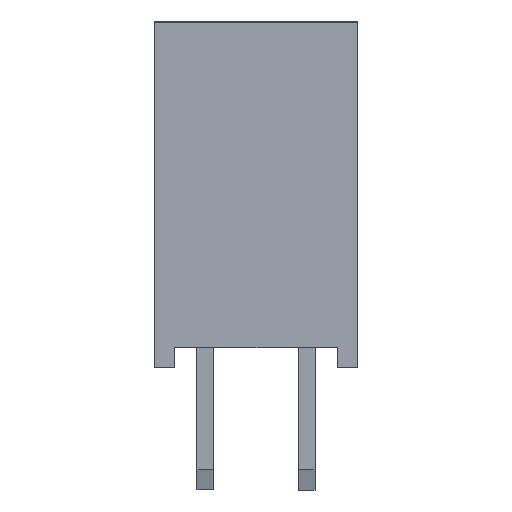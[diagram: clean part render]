
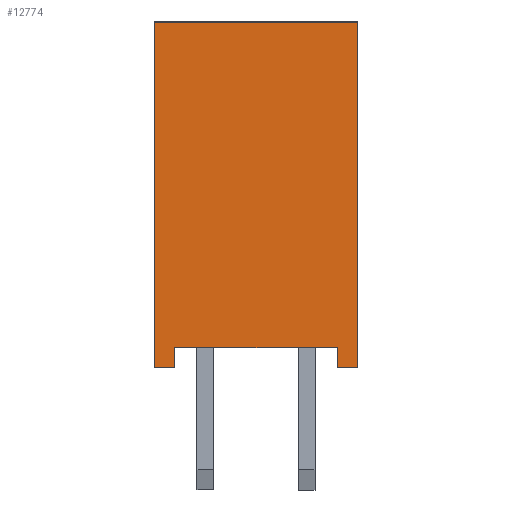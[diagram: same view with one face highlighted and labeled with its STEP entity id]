
A CAD part, left-side view. The second image highlights one B-rep face of the part: STEP entity #12774.
In plain terms, the highlighted planar face has unit normal (-1, 0, 0).
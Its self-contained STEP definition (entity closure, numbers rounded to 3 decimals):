
#416=FACE_OUTER_BOUND('',#1170,.T.);
#1170=EDGE_LOOP('',(#9075,#9076,#9077,#9078,#9079,#9080,#9081,#9082));
#1900=LINE('',#17441,#3700);
#1999=LINE('',#17638,#3799);
#2001=LINE('',#17642,#3801);
#2099=LINE('',#17838,#3899);
#2197=LINE('',#18034,#3997);
#2367=LINE('',#18350,#4167);
#2441=LINE('',#18474,#4241);
#2442=LINE('',#18476,#4242);
#3700=VECTOR('',#14214,5.);
#3799=VECTOR('',#14315,8.5);
#3801=VECTOR('',#14319,0.5);
#3899=VECTOR('',#14419,0.5);
#3997=VECTOR('',#14519,4.);
#4167=VECTOR('',#14691,0.5);
#4241=VECTOR('',#14767,0.5);
#4242=VECTOR('',#14770,8.5);
#5499=VERTEX_POINT('',#17438);
#5500=VERTEX_POINT('',#17440);
#5597=VERTEX_POINT('',#17636);
#5598=VERTEX_POINT('',#17640);
#5695=VERTEX_POINT('',#17836);
#5792=VERTEX_POINT('',#18032);
#5937=VERTEX_POINT('',#18348);
#5986=VERTEX_POINT('',#18472);
#6668=EDGE_CURVE('',#5499,#5500,#1900,.T.);
#6767=EDGE_CURVE('',#5597,#5499,#1999,.T.);
#6769=EDGE_CURVE('',#5598,#5597,#2001,.T.);
#6867=EDGE_CURVE('',#5598,#5695,#2099,.T.);
#6965=EDGE_CURVE('',#5792,#5695,#2197,.T.);
#7135=EDGE_CURVE('',#5937,#5792,#2367,.T.);
#7209=EDGE_CURVE('',#5986,#5937,#2441,.T.);
#7210=EDGE_CURVE('',#5500,#5986,#2442,.T.);
#9075=ORIENTED_EDGE('',*,*,#7135,.F.);
#9076=ORIENTED_EDGE('',*,*,#7209,.F.);
#9077=ORIENTED_EDGE('',*,*,#7210,.F.);
#9078=ORIENTED_EDGE('',*,*,#6668,.F.);
#9079=ORIENTED_EDGE('',*,*,#6767,.F.);
#9080=ORIENTED_EDGE('',*,*,#6769,.F.);
#9081=ORIENTED_EDGE('',*,*,#6867,.T.);
#9082=ORIENTED_EDGE('',*,*,#6965,.F.);
#12068=PLANE('',#13496);
#12774=ADVANCED_FACE('',(#416),#12068,.F.);
#13496=AXIS2_PLACEMENT_3D('',#18477,#14771,#14772);
#14214=DIRECTION('',(0.,0.,1.));
#14315=DIRECTION('',(0.,1.,0.));
#14319=DIRECTION('',(0.,0.,-1.));
#14419=DIRECTION('',(0.,1.,0.));
#14519=DIRECTION('',(0.,0.,-1.));
#14691=DIRECTION('',(0.,1.,0.));
#14767=DIRECTION('',(0.,0.,-1.));
#14770=DIRECTION('',(0.,-1.,0.));
#14771=DIRECTION('center_axis',(1.,0.,0.));
#14772=DIRECTION('ref_axis',(0.,0.,-1.));
#17438=CARTESIAN_POINT('',(-38.35,8.5,-2.5));
#17440=CARTESIAN_POINT('',(-38.35,8.5,2.5));
#17441=CARTESIAN_POINT('',(-38.35,8.5,-2.5));
#17636=CARTESIAN_POINT('',(-38.35,0.,-2.5));
#17638=CARTESIAN_POINT('',(-38.35,0.,-2.5));
#17640=CARTESIAN_POINT('',(-38.35,0.,-2.));
#17642=CARTESIAN_POINT('',(-38.35,0.,-2.));
#17836=CARTESIAN_POINT('',(-38.35,0.5,-2.));
#17838=CARTESIAN_POINT('',(-38.35,0.,-2.));
#18032=CARTESIAN_POINT('',(-38.35,0.5,2.));
#18034=CARTESIAN_POINT('',(-38.35,0.5,2.));
#18348=CARTESIAN_POINT('',(-38.35,0.,2.));
#18350=CARTESIAN_POINT('',(-38.35,0.,2.));
#18472=CARTESIAN_POINT('',(-38.35,0.,2.5));
#18474=CARTESIAN_POINT('',(-38.35,0.,2.5));
#18476=CARTESIAN_POINT('',(-38.35,8.5,2.5));
#18477=CARTESIAN_POINT('Origin',(-38.35,0.,0.));
